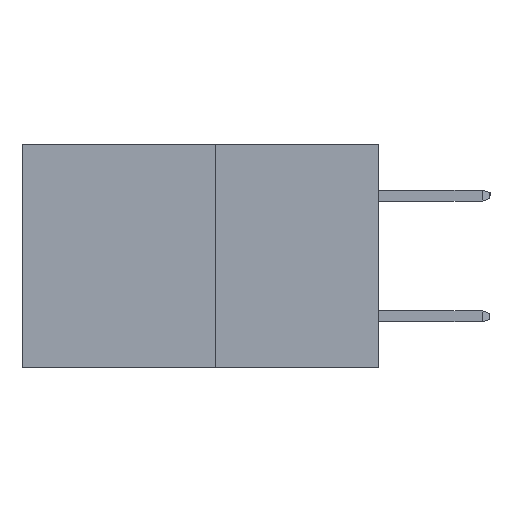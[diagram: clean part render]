
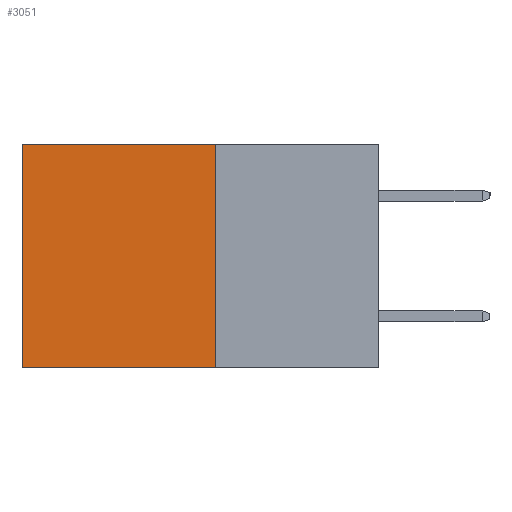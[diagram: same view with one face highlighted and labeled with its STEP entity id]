
A CAD part, left-side view. The second image highlights one B-rep face of the part: STEP entity #3051.
In plain terms, the highlighted planar face has unit normal (-1, 0, 0).
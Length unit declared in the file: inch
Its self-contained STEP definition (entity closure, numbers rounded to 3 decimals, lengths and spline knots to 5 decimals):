
#255 = CARTESIAN_POINT ( 'NONE',  ( 0.277, 0.59, -0.37 ) ) ;
#601 = VERTEX_POINT ( 'NONE', #1096 ) ;
#620 = VECTOR ( 'NONE', #3050, 39.37008 ) ;
#762 = EDGE_CURVE ( 'NONE', #7450, #1836, #5218, .T. ) ;
#1096 = CARTESIAN_POINT ( 'NONE',  ( 0.277, 0.27, 0. ) ) ;
#1381 = PLANE ( 'NONE',  #5399 ) ;
#1796 = DIRECTION ( 'NONE',  ( 0., 0., -1. ) ) ;
#1836 = VERTEX_POINT ( 'NONE', #3314 ) ;
#1873 = EDGE_LOOP ( 'NONE', ( #7793, #6982, #7236, #6795 ) ) ;
#1907 = DIRECTION ( 'NONE',  ( 1., 0., 0. ) ) ;
#1933 = DIRECTION ( 'NONE',  ( 0., 1., 0. ) ) ;
#2590 = DIRECTION ( 'NONE',  ( 0., 1., 0. ) ) ;
#2683 = CARTESIAN_POINT ( 'NONE',  ( 0.277, 0.27, 0. ) ) ;
#2754 = EDGE_CURVE ( 'NONE', #601, #4019, #6668, .T. ) ;
#3050 = DIRECTION ( 'NONE',  ( 0., 0., -1. ) ) ;
#3051 = ADVANCED_FACE ( 'NONE', ( #7759 ), #1381, .F. ) ;
#3314 = CARTESIAN_POINT ( 'NONE',  ( 0.277, 0.59, -0.37 ) ) ;
#3406 = CARTESIAN_POINT ( 'NONE',  ( 0.277, 0.27, -0.37 ) ) ;
#3447 = CARTESIAN_POINT ( 'NONE',  ( 0.277, 0.59, 0. ) ) ;
#3868 = CARTESIAN_POINT ( 'NONE',  ( 0.277, 0.27, -0.37 ) ) ;
#3917 = EDGE_CURVE ( 'NONE', #4019, #1836, #4769, .T. ) ;
#3967 = DIRECTION ( 'NONE',  ( 0., 0., -1. ) ) ;
#4019 = VERTEX_POINT ( 'NONE', #6702 ) ;
#4540 = VECTOR ( 'NONE', #2590, 39.37008 ) ;
#4769 = LINE ( 'NONE', #7577, #4540 ) ;
#4824 = VECTOR ( 'NONE', #1933, 39.37008 ) ;
#5218 = LINE ( 'NONE', #255, #9304 ) ;
#5399 = AXIS2_PLACEMENT_3D ( 'NONE', #3406, #1907, #3967 ) ;
#6668 = LINE ( 'NONE', #3868, #620 ) ;
#6702 = CARTESIAN_POINT ( 'NONE',  ( 0.277, 0.27, -0.37 ) ) ;
#6795 = ORIENTED_EDGE ( 'NONE', *, *, #9088, .T. ) ;
#6982 = ORIENTED_EDGE ( 'NONE', *, *, #3917, .F. ) ;
#7236 = ORIENTED_EDGE ( 'NONE', *, *, #2754, .F. ) ;
#7450 = VERTEX_POINT ( 'NONE', #3447 ) ;
#7577 = CARTESIAN_POINT ( 'NONE',  ( 0.277, 0.27, -0.37 ) ) ;
#7759 = FACE_OUTER_BOUND ( 'NONE', #1873, .T. ) ;
#7793 = ORIENTED_EDGE ( 'NONE', *, *, #762, .T. ) ;
#8703 = LINE ( 'NONE', #2683, #4824 ) ;
#9088 = EDGE_CURVE ( 'NONE', #601, #7450, #8703, .T. ) ;
#9304 = VECTOR ( 'NONE', #1796, 39.37008 ) ;
